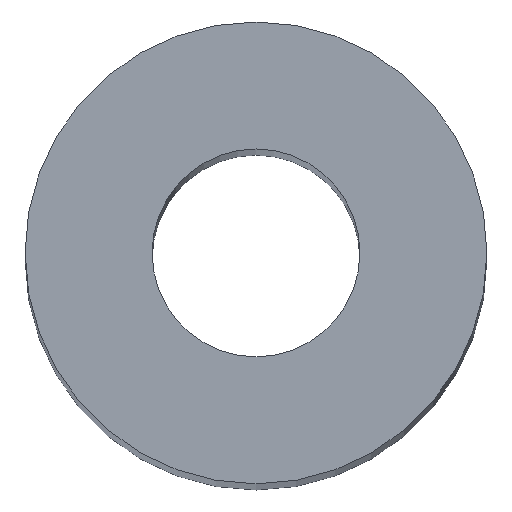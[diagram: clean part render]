
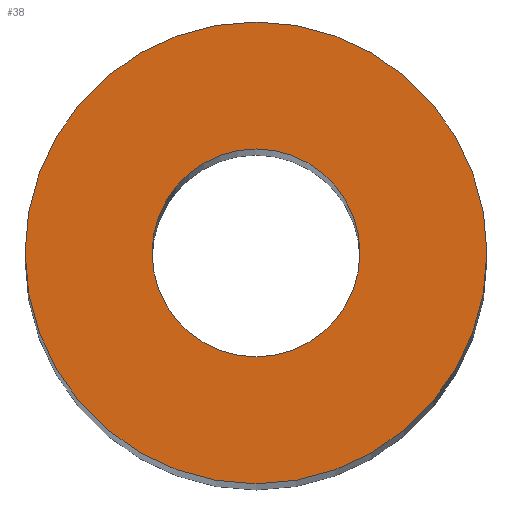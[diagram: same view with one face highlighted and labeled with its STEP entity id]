
A CAD part, top view. The second image highlights one B-rep face of the part: STEP entity #38.
In plain terms, the highlighted planar face has unit normal (0, 0, 1).
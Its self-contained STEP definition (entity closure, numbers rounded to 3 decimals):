
#34=PLANE('',#85);
#38=ADVANCED_FACE('',(#46,#47),#34,.F.);
#46=FACE_BOUND('',#54,.T.);
#47=FACE_BOUND('',#55,.T.);
#54=EDGE_LOOP('',(#62));
#55=EDGE_LOOP('',(#63));
#62=ORIENTED_EDGE('',*,*,#70,.F.);
#63=ORIENTED_EDGE('',*,*,#72,.F.);
#66=VERTEX_POINT('',#107);
#68=VERTEX_POINT('',#112);
#70=EDGE_CURVE('',#66,#66,#74,.T.);
#72=EDGE_CURVE('',#68,#68,#76,.T.);
#74=CIRCLE('',#79,5.);
#76=CIRCLE('',#82,2.25);
#79=AXIS2_PLACEMENT_3D('',#106,#89,#90);
#82=AXIS2_PLACEMENT_3D('',#111,#95,#96);
#85=AXIS2_PLACEMENT_3D('',#116,#101,#102);
#89=DIRECTION('',(0.,0.,-1.));
#90=DIRECTION('',(1.,0.,0.));
#95=DIRECTION('',(0.,0.,1.));
#96=DIRECTION('',(1.,0.,0.));
#101=DIRECTION('',(0.,0.,-1.));
#102=DIRECTION('',(-1.,0.,0.));
#106=CARTESIAN_POINT('',(0.,0.,77.));
#107=CARTESIAN_POINT('',(5.,0.,77.));
#111=CARTESIAN_POINT('',(0.,0.,77.));
#112=CARTESIAN_POINT('',(2.25,0.,77.));
#116=CARTESIAN_POINT('',(0.,0.,77.));
